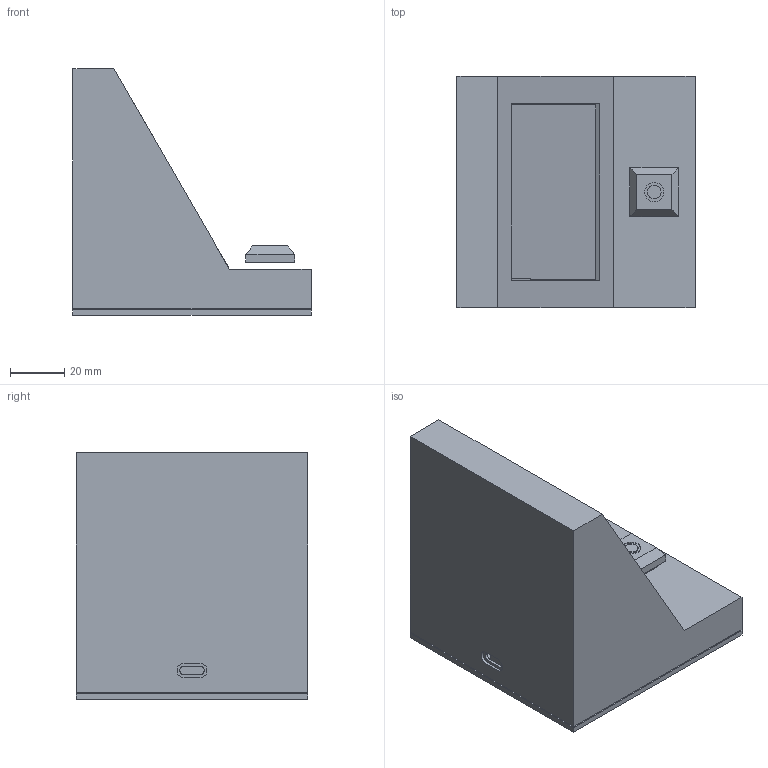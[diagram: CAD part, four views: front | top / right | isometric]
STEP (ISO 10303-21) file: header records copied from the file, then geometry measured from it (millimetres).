
FILE_DESCRIPTION(('STEP AP242'), '1');
FILE_NAME('????????????? ???? ??', '', ('UNSPECIFIED'), ('UNSPECIFIED'), 'C3D Converter', 'C3D Toolkit', '');
FILE_SCHEMA(('AP242_MANAGED_MODEL_BASED_3D_ENGINEERING_MIM_LF { 1 0 10303 442 1 1 4 }'));
Length unit declared in the file: millimetre
Bounding box: 87.5 x 85 x 90.61 mm (x, y, z)
Volume: 94071.1 mm3; surface area: 81242.6 mm2
Topology: 4 solids, 4 shells, 163 faces, 376 edges, 248 vertices
Faces by surface type: plane 135, cylinder 28
Full cylindrical faces by diameter (mm): 1.8 x4, 2 x2, 2.8 x4, 5 x3, 5.8 x2, 7 x1
Entity records: 5873 total; most frequent: CARTESIAN_POINT 772, DIRECTION 744, ORIENTED_EDGE 720, EDGE_CURVE 360, LINE 304, VECTOR 304, VERTEX_POINT 248, AXIS2_PLACEMENT_3D 220
